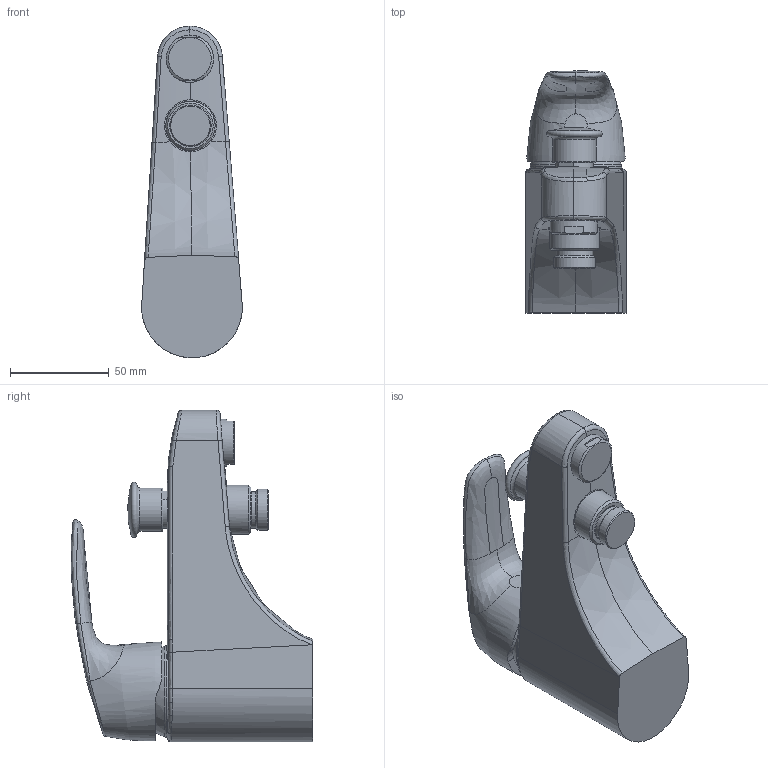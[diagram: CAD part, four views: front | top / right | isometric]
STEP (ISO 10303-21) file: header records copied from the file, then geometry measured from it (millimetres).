
FILE_DESCRIPTION (( 'STEP AP203' ), '1' );
FILE_NAME ('45372283.STEP', '2017-03-09T05:53:45', ( '' ), ( '' ), 'SwSTEP 2.0', 'SolidWorks 2016', '' );
FILE_SCHEMA (( 'CONFIG_CONTROL_DESIGN' ));
Length unit declared in the file: millimetre
Products named in the file (1): 45372283
Bounding box: 50.94 x 122.49 x 167.98 mm (x, y, z)
Volume: 434494 mm3; surface area: 46022.9 mm2
Topology: 1 solids, 1 shells, 134 faces, 336 edges, 210 vertices
Faces by surface type: bspline 76, plane 25, cylinder 23, torus 4, cone 4, sphere 2
Full cylindrical faces by diameter (mm): 18.5 x1, 19 x1, 20.955 x1, 22 x1, 24 x1, 25 x1
Entity records: 14661 total; most frequent: CARTESIAN_POINT 12209, ORIENTED_EDGE 626, EDGE_CURVE 313, DIRECTION 263, VERTEX_POINT 203, B_SPLINE_CURVE_WITH_KNOTS 191, EDGE_LOOP 156, FACE_OUTER_BOUND 147
